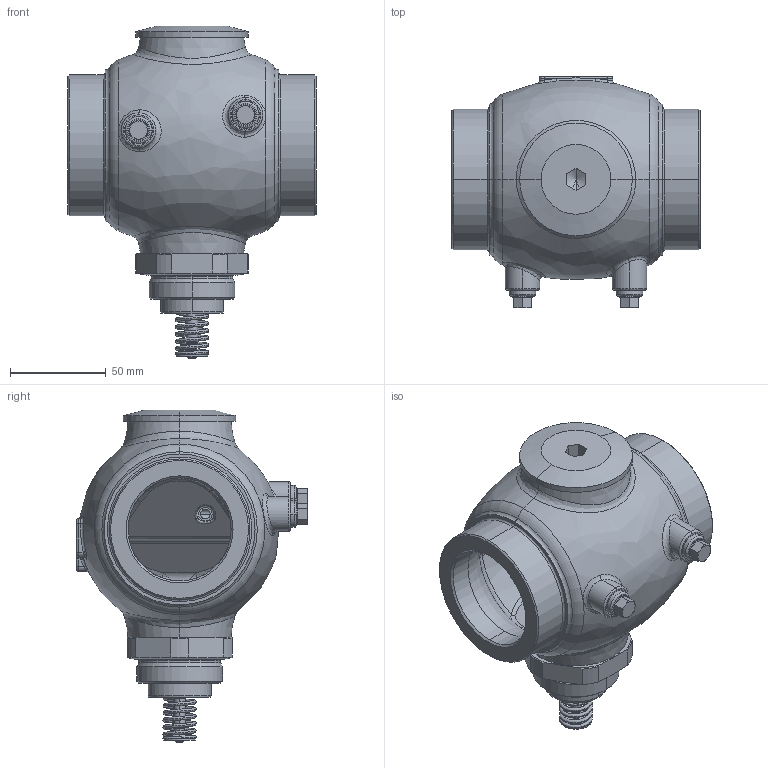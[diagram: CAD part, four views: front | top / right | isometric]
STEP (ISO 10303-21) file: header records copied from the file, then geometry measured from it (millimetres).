
FILE_DESCRIPTION((''),'2;1');
FILE_NAME('065B0796','2010-01-04T',('u243613'),('Danfoss Trata d.o.o.'),'PRO/ENGINEER BY PARAMETRIC TECHNOLOGY CORPORATION, 2009230','PRO/ENGINEER BY PARAMETRIC TECHNOLOGY CORPORATION, 2009230','');
FILE_SCHEMA(('CONFIG_CONTROL_DESIGN'));
Length unit declared in the file: millimetre
Products named in the file (1): 065B0796
Bounding box: 130 x 121 x 173.8 mm (x, y, z)
Volume: 509276.8 mm3; surface area: 113595.4 mm2
Topology: 1 solids, 1 shells, 555 faces, 1237 edges, 724 vertices
Faces by surface type: cylinder 160, plane 131, bspline 108, torus 84, cone 70, sphere 2
Entity records: 37132 total; most frequent: CARTESIAN_POINT 25289, DIRECTION 2495, ORIENTED_EDGE 2470, EDGE_CURVE 1235, AXIS2_PLACEMENT_3D 1087, VERTEX_POINT 724, CIRCLE 640, EDGE_LOOP 609
